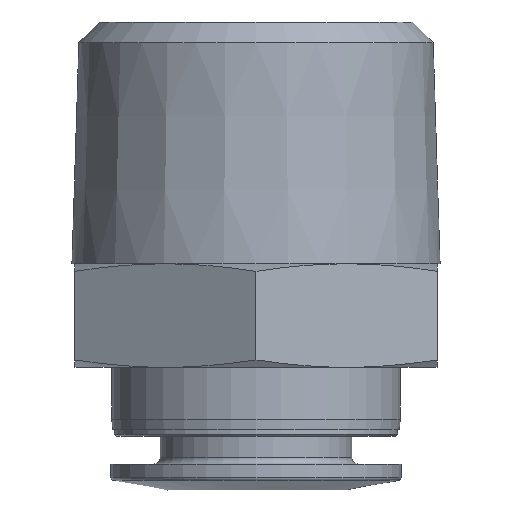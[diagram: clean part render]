
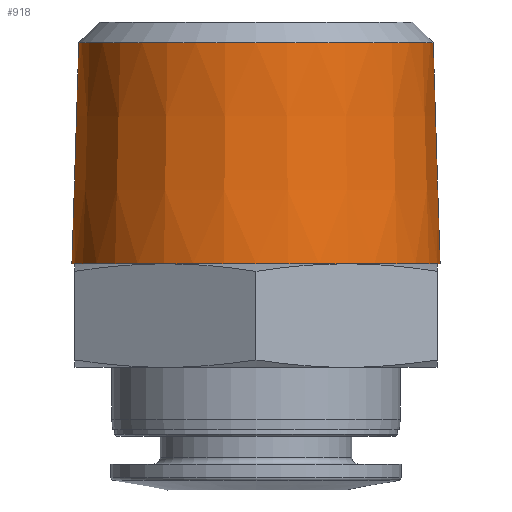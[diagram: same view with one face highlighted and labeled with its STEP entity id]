
A CAD part, left-side view. The second image highlights one B-rep face of the part: STEP entity #918.
In plain terms, the highlighted conical face has half-angle 1.788 degrees and reference radius 10.259 mm.
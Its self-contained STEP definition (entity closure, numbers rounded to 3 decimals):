
#110=CIRCLE('',#979,10.259);
#114=CIRCLE('',#987,10.659);
#218=ORIENTED_EDGE('',*,*,#336,.F.);
#219=ORIENTED_EDGE('',*,*,#332,.T.);
#332=EDGE_CURVE('',#398,#398,#110,.T.);
#336=EDGE_CURVE('',#399,#399,#114,.T.);
#398=VERTEX_POINT('',#1376);
#399=VERTEX_POINT('',#1385);
#472=EDGE_LOOP('',(#218));
#473=EDGE_LOOP('',(#219));
#536=FACE_BOUND('',#472,.T.);
#537=FACE_BOUND('',#473,.T.);
#577=CONICAL_SURFACE('',#986,10.259,0.031);
#918=ADVANCED_FACE('',(#536,#537),#577,.T.);
#979=AXIS2_PLACEMENT_3D('',#1375,#1104,#1105);
#986=AXIS2_PLACEMENT_3D('',#1383,#1118,#1119);
#987=AXIS2_PLACEMENT_3D('',#1384,#1120,#1121);
#1104=DIRECTION('',(0.,0.,-1.));
#1105=DIRECTION('',(0.,1.,0.));
#1118=DIRECTION('',(0.,0.,-1.));
#1119=DIRECTION('',(0.,1.,0.));
#1120=DIRECTION('',(0.,0.,-1.));
#1121=DIRECTION('',(0.,1.,0.));
#1375=CARTESIAN_POINT('',(0.,0.,12.801));
#1376=CARTESIAN_POINT('',(0.,10.259,12.801));
#1383=CARTESIAN_POINT('',(0.,0.,12.801));
#1384=CARTESIAN_POINT('',(0.,0.,0.));
#1385=CARTESIAN_POINT('',(0.,10.659,0.));
